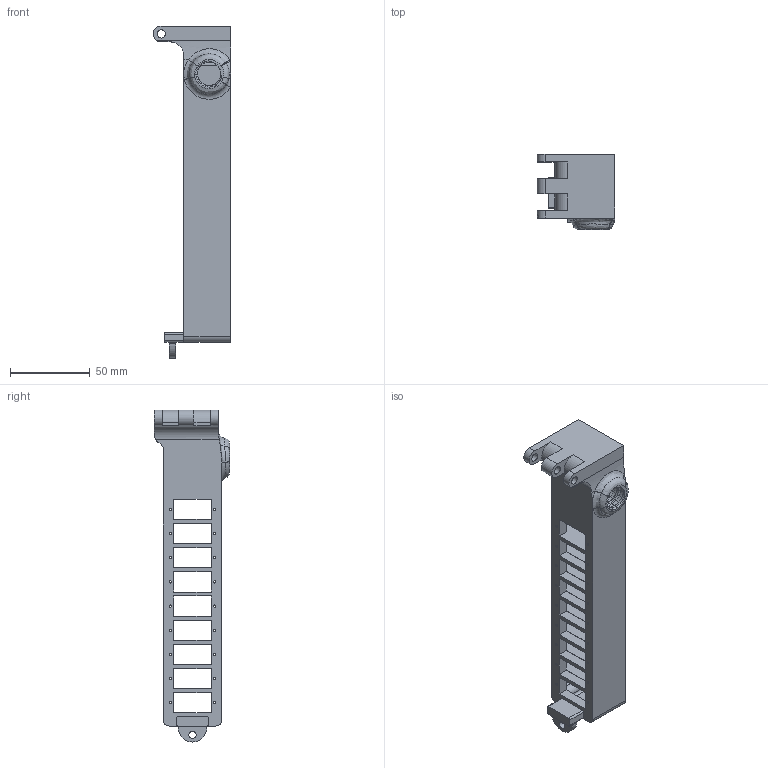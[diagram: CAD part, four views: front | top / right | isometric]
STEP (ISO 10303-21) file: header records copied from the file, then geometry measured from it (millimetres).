
FILE_DESCRIPTION(/* description */ (''),/* implementation_level */ '2;1');
FILE_NAME(/* name */ 'ServoBox.step',/* time_stamp */ '2023-07-22T22:07:58+02:00',/* author */ (''),/* organization */ (''),/* preprocessor_version */ 'ST-DEVELOPER v19.2',/* originating_system */ 'Autodesk Translation Framework v12.6.0.85',/* authorisation */ '');
FILE_SCHEMA (('AUTOMOTIVE_DESIGN { 1 0 10303 214 3 1 1 }'));
Length unit declared in the file: millimetre
Products named in the file (1): Servo case
Bounding box: 48.55 x 47.12 x 208.49 mm (x, y, z)
Volume: 82263.7 mm3; surface area: 52994.5 mm2
Topology: 1 solids, 1 shells, 372 faces, 986 edges, 612 vertices
Faces by surface type: plane 144, bspline 137, cylinder 90, torus 1
Full cylindrical faces by diameter (mm): 1.4 x18, 2 x4, 4.5 x1, 5.1 x3, 14.8 x1
Entity records: 15287 total; most frequent: CARTESIAN_POINT 6879, ORIENTED_EDGE 1972, DIRECTION 1311, EDGE_CURVE 986, VERTEX_POINT 612, LINE 467, VECTOR 467, EDGE_LOOP 432
